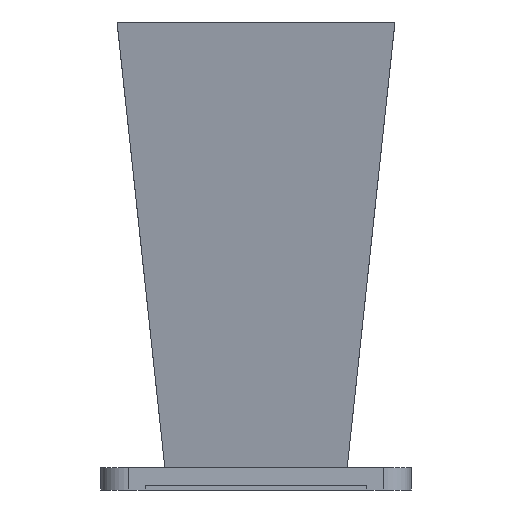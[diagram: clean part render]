
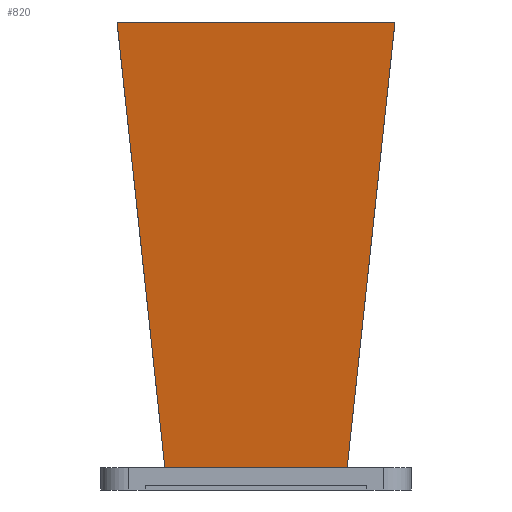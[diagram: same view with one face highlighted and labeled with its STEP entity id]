
A CAD part, front view. The second image highlights one B-rep face of the part: STEP entity #820.
In plain terms, the highlighted planar face has unit normal (0, -0.992, -0.123).
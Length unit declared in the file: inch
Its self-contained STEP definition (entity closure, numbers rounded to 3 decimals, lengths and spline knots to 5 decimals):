
#87 = VERTEX_POINT ( 'NONE', #2789 ) ;
#237 = AXIS2_PLACEMENT_3D ( 'NONE', #1903, #1051, #1460 ) ;
#240 = ORIENTED_EDGE ( 'NONE', *, *, #2378, .T. ) ;
#271 = CARTESIAN_POINT ( 'NONE',  ( 1.029, -0.529, 0.25 ) ) ;
#323 = LINE ( 'NONE', #2460, #336 ) ;
#336 = VECTOR ( 'NONE', #2047, 39.37008 ) ;
#343 = CARTESIAN_POINT ( 'NONE',  ( 1.029, -0.529, 0.25 ) ) ;
#356 = CARTESIAN_POINT ( 'NONE',  ( 1.029, -0.529, 0.25 ) ) ;
#575 = CARTESIAN_POINT ( 'NONE',  ( -1.029, -0.529, 0.25 ) ) ;
#820 = ADVANCED_FACE ( 'NONE', ( #2762 ), #1513, .F. ) ;
#1041 = ORIENTED_EDGE ( 'NONE', *, *, #2403, .F. ) ;
#1051 = DIRECTION ( 'NONE',  ( 0., 0.992, 0.124 ) ) ;
#1060 = CARTESIAN_POINT ( 'NONE',  ( 1.56704, -1.15388, 5.271 ) ) ;
#1137 = LINE ( 'NONE', #2620, #2517 ) ;
#1244 = CARTESIAN_POINT ( 'NONE',  ( -0.343, -0.529, 0.25 ) ) ;
#1274 = VERTEX_POINT ( 'NONE', #271 ) ;
#1430 = CARTESIAN_POINT ( 'NONE',  ( 0.343, -0.529, 0.25 ) ) ;
#1456 = EDGE_CURVE ( 'NONE', #2643, #1574, #323, .T. ) ;
#1460 = DIRECTION ( 'NONE',  ( 0., 0.124, -0.992 ) ) ;
#1513 = PLANE ( 'NONE',  #237 ) ;
#1574 = VERTEX_POINT ( 'NONE', #1060 ) ;
#1612 = VECTOR ( 'NONE', #2519, 39.37008 ) ;
#1657 = EDGE_CURVE ( 'NONE', #87, #2643, #1137, .T. ) ;
#1779 = DIRECTION ( 'NONE',  ( -0.106, -0.123, 0.987 ) ) ;
#1781 = ORIENTED_EDGE ( 'NONE', *, *, #1657, .F. ) ;
#1903 = CARTESIAN_POINT ( 'NONE',  ( 0., -0.49029, -0.06102 ) ) ;
#1974 = EDGE_LOOP ( 'NONE', ( #240, #2684, #1781, #1041 ) ) ;
#2047 = DIRECTION ( 'NONE',  ( 1., 0., 0. ) ) ;
#2260 = B_SPLINE_CURVE_WITH_KNOTS ( 'NONE', 3,
 ( #356, #1430, #1244, #575 ),
 .UNSPECIFIED., .F., .F.,
 ( 4, 4 ),
 ( 0., 1. ),
 .UNSPECIFIED. ) ;
#2378 = EDGE_CURVE ( 'NONE', #1274, #1574, #2529, .T. ) ;
#2403 = EDGE_CURVE ( 'NONE', #1274, #87, #2260, .T. ) ;
#2460 = CARTESIAN_POINT ( 'NONE',  ( -1.75, -1.15388, 5.271 ) ) ;
#2517 = VECTOR ( 'NONE', #1779, 39.37008 ) ;
#2519 = DIRECTION ( 'NONE',  ( 0.106, -0.123, 0.987 ) ) ;
#2529 = LINE ( 'NONE', #343, #1612 ) ;
#2620 = CARTESIAN_POINT ( 'NONE',  ( -1.029, -0.529, 0.25 ) ) ;
#2643 = VERTEX_POINT ( 'NONE', #2717 ) ;
#2684 = ORIENTED_EDGE ( 'NONE', *, *, #1456, .F. ) ;
#2717 = CARTESIAN_POINT ( 'NONE',  ( -1.56704, -1.15388, 5.271 ) ) ;
#2762 = FACE_OUTER_BOUND ( 'NONE', #1974, .T. ) ;
#2789 = CARTESIAN_POINT ( 'NONE',  ( -1.029, -0.529, 0.25 ) ) ;
